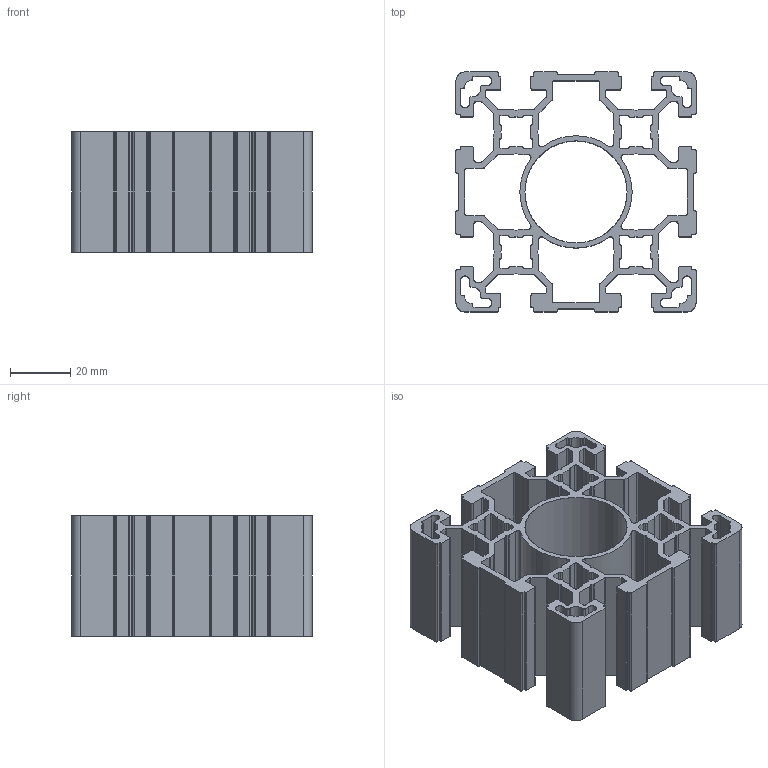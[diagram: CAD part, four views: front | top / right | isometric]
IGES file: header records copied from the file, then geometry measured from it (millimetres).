
Start section: SolidWorks IGES file using analytic representation for surfaces
Global section: file name: 80õ80.IGS; native system: SolidWorks 2019; preprocessor: SolidWorks 2019; author: Êîíñòðóêòîð; date: 190208.095540; units: millimetre
Bounding box: 80 x 80 x 40 mm (x, y, z)
Surface area: 60402.8 mm2 (no closed solid volume)
Topology: 0 solids, 0 shells, 699 faces, 8539 edges, 10630 vertices
Faces by surface type: revolution 377, bspline 322
